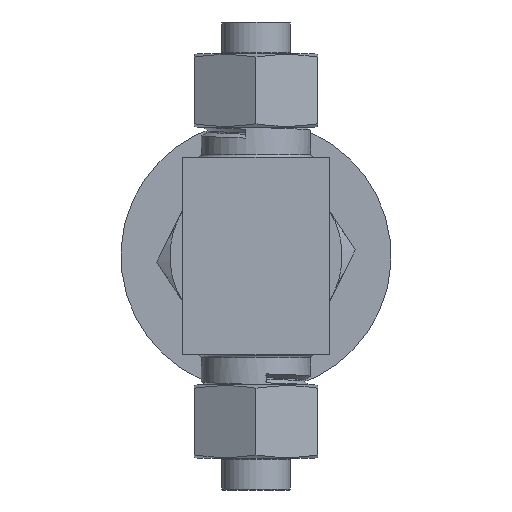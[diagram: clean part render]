
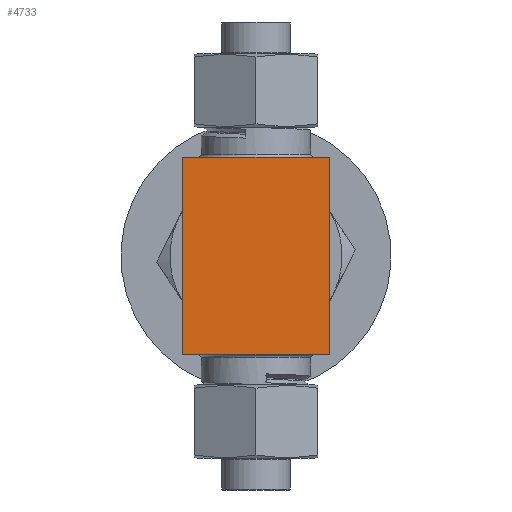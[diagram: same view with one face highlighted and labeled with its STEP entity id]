
A CAD part, front view. The second image highlights one B-rep face of the part: STEP entity #4733.
In plain terms, the highlighted planar face has unit normal (0, -1, 0).
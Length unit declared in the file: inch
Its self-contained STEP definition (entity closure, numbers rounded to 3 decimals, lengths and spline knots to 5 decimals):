
#363 = DIRECTION ( 'NONE',  ( 1., 0., 0. ) ) ;
#464 = ORIENTED_EDGE ( 'NONE', *, *, #6809, .T. ) ;
#681 = EDGE_CURVE ( 'Defeatured_1_31+Defeatured_1_29+Defeatured_1_23+Defeatured_1_24', #18989, #7157, #4137, .T. ) ;
#2982 = DIRECTION ( 'NONE',  ( 0., 1., 0. ) ) ;
#4137 = LINE ( 'NONE', #12394, #21588 ) ;
#4508 = CARTESIAN_POINT ( 'NONE',  ( 0.04172, 0.90605, 1.98303 ) ) ;
#4733 = ADVANCED_FACE ( 'Defeatured_1_29', ( #15284 ), #21480, .F. ) ;
#4934 = VERTEX_POINT ( 'NONE', #5360 ) ;
#5360 = CARTESIAN_POINT ( 'NONE',  ( 0.79172, 0.90605, 0.97303 ) ) ;
#5769 = CARTESIAN_POINT ( 'NONE',  ( 0.04172, 0.90605, -0.08763 ) ) ;
#5771 = LINE ( 'NONE', #8762, #14197 ) ;
#6809 = EDGE_CURVE ( 'Defeatured_1_29+Defeatured_1_24+Defeatured_1_30+Defeatured_1_31', #4934, #7157, #13410, .T. ) ;
#7061 = EDGE_CURVE ( 'Defeatured_1_29+Defeatured_1_30+Defeatured_1_23+Defeatured_1_24', #15350, #4934, #5771, .T. ) ;
#7157 = VERTEX_POINT ( 'NONE', #10607 ) ;
#7509 = ORIENTED_EDGE ( 'NONE', *, *, #681, .F. ) ;
#8512 = VECTOR ( 'NONE', #12622, 39.37008 ) ;
#8762 = CARTESIAN_POINT ( 'NONE',  ( 0.04172, 0.90605, 0.97303 ) ) ;
#9002 = DIRECTION ( 'NONE',  ( 1., 0., 0. ) ) ;
#10607 = CARTESIAN_POINT ( 'NONE',  ( 0.79172, 0.90605, 1.98303 ) ) ;
#11788 = ORIENTED_EDGE ( 'NONE', *, *, #16108, .F. ) ;
#12226 = EDGE_LOOP ( 'NONE', ( #7509, #11788, #17251, #464 ) ) ;
#12394 = CARTESIAN_POINT ( 'NONE',  ( 0.04172, 0.90605, 1.98303 ) ) ;
#12622 = DIRECTION ( 'NONE',  ( 0., 0., 1. ) ) ;
#13382 = DIRECTION ( 'NONE',  ( 0., 0., 1. ) ) ;
#13410 = LINE ( 'NONE', #21841, #17410 ) ;
#14197 = VECTOR ( 'NONE', #363, 39.37008 ) ;
#14790 = DIRECTION ( 'NONE',  ( -1., 0., 0. ) ) ;
#15284 = FACE_OUTER_BOUND ( 'NONE', #12226, .T. ) ;
#15350 = VERTEX_POINT ( 'NONE', #19861 ) ;
#16108 = EDGE_CURVE ( 'Defeatured_1_23+Defeatured_1_29+Defeatured_1_30+Defeatured_1_31', #15350, #18989, #20974, .T. ) ;
#17251 = ORIENTED_EDGE ( 'NONE', *, *, #7061, .T. ) ;
#17410 = VECTOR ( 'NONE', #13382, 39.37008 ) ;
#18336 = AXIS2_PLACEMENT_3D ( 'NONE', #21553, #2982, #14790 ) ;
#18989 = VERTEX_POINT ( 'NONE', #4508 ) ;
#19861 = CARTESIAN_POINT ( 'NONE',  ( 0.04172, 0.90605, 0.97303 ) ) ;
#20974 = LINE ( 'NONE', #5769, #8512 ) ;
#21480 = PLANE ( 'NONE',  #18336 ) ;
#21553 = CARTESIAN_POINT ( 'NONE',  ( 0.04172, 0.90605, -0.08763 ) ) ;
#21588 = VECTOR ( 'NONE', #9002, 39.37008 ) ;
#21841 = CARTESIAN_POINT ( 'NONE',  ( 0.79172, 0.90605, -0.08763 ) ) ;
